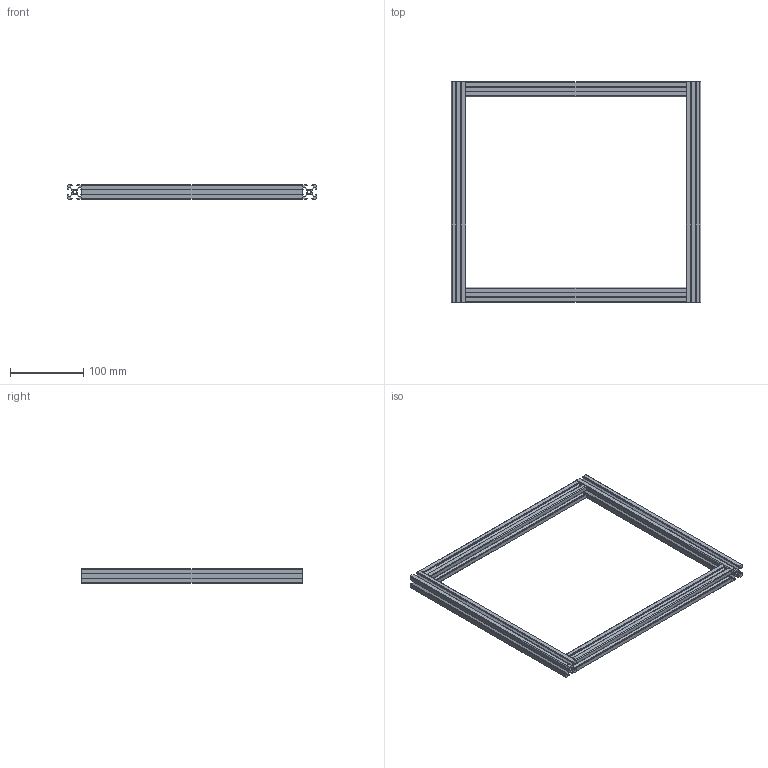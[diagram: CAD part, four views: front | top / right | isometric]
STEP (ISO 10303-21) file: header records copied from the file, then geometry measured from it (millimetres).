
FILE_DESCRIPTION(/* description */ (''),/* implementation_level */ '2;1');
FILE_NAME(/* name */ 'Drivebase.step',/* time_stamp */ '2025-12-30T14:41:16-05:00',/* author */ (''),/* organization */ (''),/* preprocessor_version */ 'ST-DEVELOPER v20.1',/* originating_system */ 'Autodesk Translation Framework v14.21.0.0',/* authorisation */ '');
FILE_SCHEMA (('AUTOMOTIVE_DESIGN { 1 0 10303 214 3 1 1 }'));
Length unit declared in the file: millimetre
Products named in the file (4): Drivebase; Drivebase_1; Linear Rail 20 X 20 mm x 300 mm; Rail
Assembly tree (6 placements, depth 4):
  Drivebase
    Drivebase_1
      Linear Rail 20 X 20 mm x 300 mm  x4
        Rail
Bounding box: 340 x 300 x 20 mm (x, y, z)
Volume: 203461.8 mm3; surface area: 202901.3 mm2
Topology: 4 solids, 4 shells, 268 faces, 780 edges, 520 vertices
Faces by surface type: plane 264, cylinder 4
Full cylindrical faces by diameter (mm): 5 x4
Entity records: 2292 total; most frequent: CARTESIAN_POINT 402, ORIENTED_EDGE 390, DIRECTION 351, EDGE_CURVE 195, LINE 193, VECTOR 193, VERTEX_POINT 130, AXIS2_PLACEMENT_3D 79
